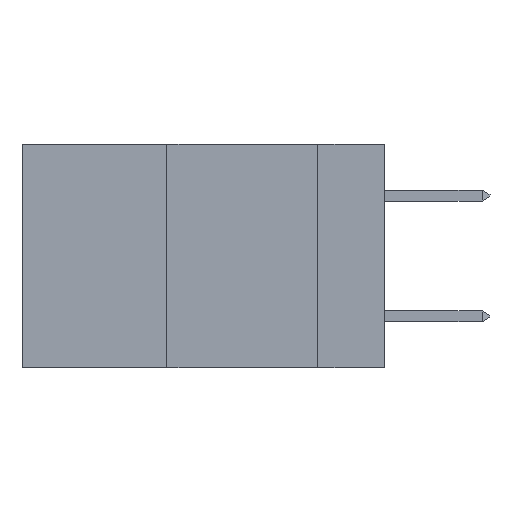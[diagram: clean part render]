
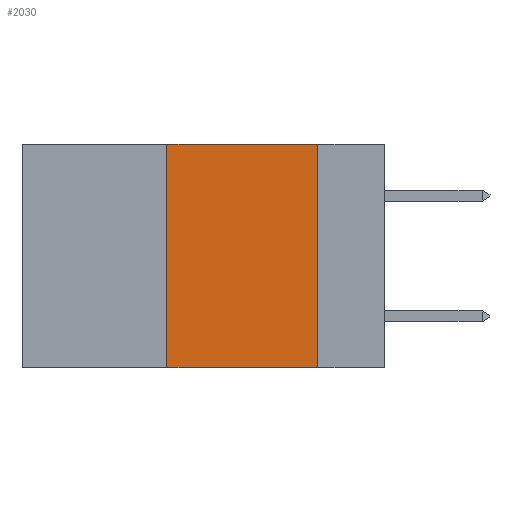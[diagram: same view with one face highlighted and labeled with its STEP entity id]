
A CAD part, left-side view. The second image highlights one B-rep face of the part: STEP entity #2030.
In plain terms, the highlighted planar face has unit normal (-1, 0, 0).
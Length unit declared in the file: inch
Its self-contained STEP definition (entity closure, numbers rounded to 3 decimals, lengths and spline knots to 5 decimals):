
#159 = EDGE_CURVE ( 'NONE', #5655, #4766, #498, .T. ) ;
#498 = LINE ( 'NONE', #10562, #9544 ) ;
#506 = CARTESIAN_POINT ( 'NONE',  ( 0., 0.11, 0. ) ) ;
#836 = EDGE_CURVE ( 'NONE', #6320, #5723, #8594, .T. ) ;
#873 = DIRECTION ( 'NONE',  ( 0., 0., 1. ) ) ;
#2030 = ADVANCED_FACE ( 'NONE', ( #4750 ), #3454, .F. ) ;
#2115 = ORIENTED_EDGE ( 'NONE', *, *, #11233, .T. ) ;
#3078 = VECTOR ( 'NONE', #4348, 39.37008 ) ;
#3081 = ORIENTED_EDGE ( 'NONE', *, *, #836, .F. ) ;
#3220 = DIRECTION ( 'NONE',  ( 0., 0., -1. ) ) ;
#3365 = ORIENTED_EDGE ( 'NONE', *, *, #6485, .F. ) ;
#3454 = PLANE ( 'NONE',  #10738 ) ;
#3729 = DIRECTION ( 'NONE',  ( 1., 0., 0. ) ) ;
#3867 = CARTESIAN_POINT ( 'NONE',  ( 0., 0.6, 0. ) ) ;
#4348 = DIRECTION ( 'NONE',  ( 0., -1., 0. ) ) ;
#4386 = CARTESIAN_POINT ( 'NONE',  ( 0., 0.6, 0. ) ) ;
#4544 = CARTESIAN_POINT ( 'NONE',  ( 0., 0.36, 0. ) ) ;
#4750 = FACE_OUTER_BOUND ( 'NONE', #9991, .T. ) ;
#4766 = VERTEX_POINT ( 'NONE', #4544 ) ;
#5392 = LINE ( 'NONE', #10717, #9771 ) ;
#5655 = VERTEX_POINT ( 'NONE', #7553 ) ;
#5723 = VERTEX_POINT ( 'NONE', #9366 ) ;
#5796 = LINE ( 'NONE', #4386, #3078 ) ;
#6210 = VECTOR ( 'NONE', #11656, 39.37008 ) ;
#6320 = VERTEX_POINT ( 'NONE', #506 ) ;
#6485 = EDGE_CURVE ( 'NONE', #4766, #6320, #5796, .T. ) ;
#7553 = CARTESIAN_POINT ( 'NONE',  ( 0., 0.36, -0.37 ) ) ;
#8594 = LINE ( 'NONE', #10707, #6210 ) ;
#9366 = CARTESIAN_POINT ( 'NONE',  ( 0., 0.11, -0.37 ) ) ;
#9544 = VECTOR ( 'NONE', #873, 39.37008 ) ;
#9771 = VECTOR ( 'NONE', #11581, 39.37008 ) ;
#9991 = EDGE_LOOP ( 'NONE', ( #3081, #3365, #10973, #2115 ) ) ;
#10562 = CARTESIAN_POINT ( 'NONE',  ( 0., 0.36, 0. ) ) ;
#10707 = CARTESIAN_POINT ( 'NONE',  ( 0., 0.11, 0. ) ) ;
#10717 = CARTESIAN_POINT ( 'NONE',  ( 0., 0.6, -0.37 ) ) ;
#10738 = AXIS2_PLACEMENT_3D ( 'NONE', #3867, #3729, #3220 ) ;
#10973 = ORIENTED_EDGE ( 'NONE', *, *, #159, .F. ) ;
#11233 = EDGE_CURVE ( 'NONE', #5655, #5723, #5392, .T. ) ;
#11581 = DIRECTION ( 'NONE',  ( 0., -1., 0. ) ) ;
#11656 = DIRECTION ( 'NONE',  ( 0., 0., -1. ) ) ;
